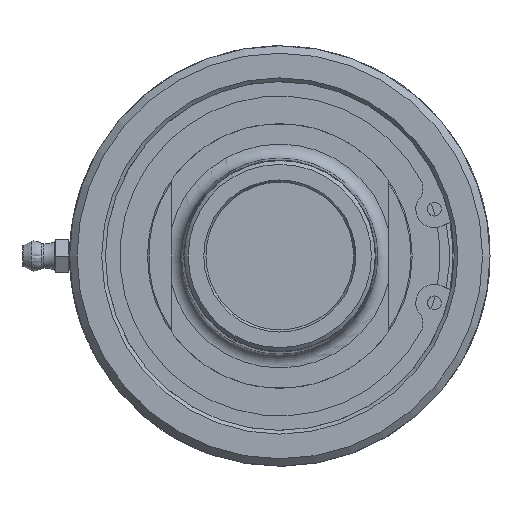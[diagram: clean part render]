
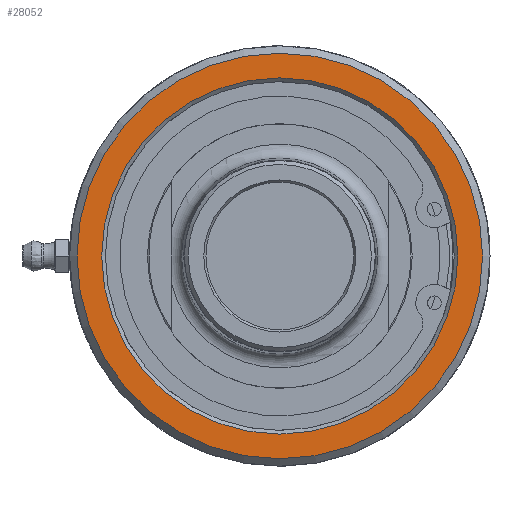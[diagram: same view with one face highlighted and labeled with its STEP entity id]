
A CAD part, left-side view. The second image highlights one B-rep face of the part: STEP entity #28052.
In plain terms, the highlighted planar face has unit normal (-1, 0, 0).
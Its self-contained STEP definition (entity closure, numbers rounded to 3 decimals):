
#221=FACE_BOUND('',#8263,.T.);
#801=PLANE('',#29651);
#6556=FACE_OUTER_BOUND('',#8262,.T.);
#8262=EDGE_LOOP('',(#25541));
#8263=EDGE_LOOP('',(#25542));
#9152=CIRCLE('',#29650,38.34);
#9153=CIRCLE('',#29652,43.65);
#13419=VERTEX_POINT('',#63557);
#13420=VERTEX_POINT('',#63561);
#17498=EDGE_CURVE('',#13419,#13419,#9152,.T.);
#17499=EDGE_CURVE('',#13420,#13420,#9153,.T.);
#25541=ORIENTED_EDGE('',*,*,#17499,.F.);
#25542=ORIENTED_EDGE('',*,*,#17498,.F.);
#28052=ADVANCED_FACE('',(#6556,#221),#801,.F.);
#29650=AXIS2_PLACEMENT_3D('',#63559,#34459,#34460);
#29651=AXIS2_PLACEMENT_3D('',#63560,#34461,#34462);
#29652=AXIS2_PLACEMENT_3D('',#63562,#34463,#34464);
#34459=DIRECTION('center_axis',(-1.,0.,0.));
#34460=DIRECTION('ref_axis',(0.,-1.,0.));
#34461=DIRECTION('center_axis',(1.,0.,0.));
#34462=DIRECTION('ref_axis',(0.,0.,-1.));
#34463=DIRECTION('center_axis',(1.,0.,0.));
#34464=DIRECTION('ref_axis',(0.,1.,0.));
#63557=CARTESIAN_POINT('',(-6.8,38.34,0.));
#63559=CARTESIAN_POINT('Origin',(-6.8,0.,0.));
#63560=CARTESIAN_POINT('Origin',(-6.8,47.988,0.));
#63561=CARTESIAN_POINT('',(-6.8,-43.65,0.));
#63562=CARTESIAN_POINT('Origin',(-6.8,0.,0.));
